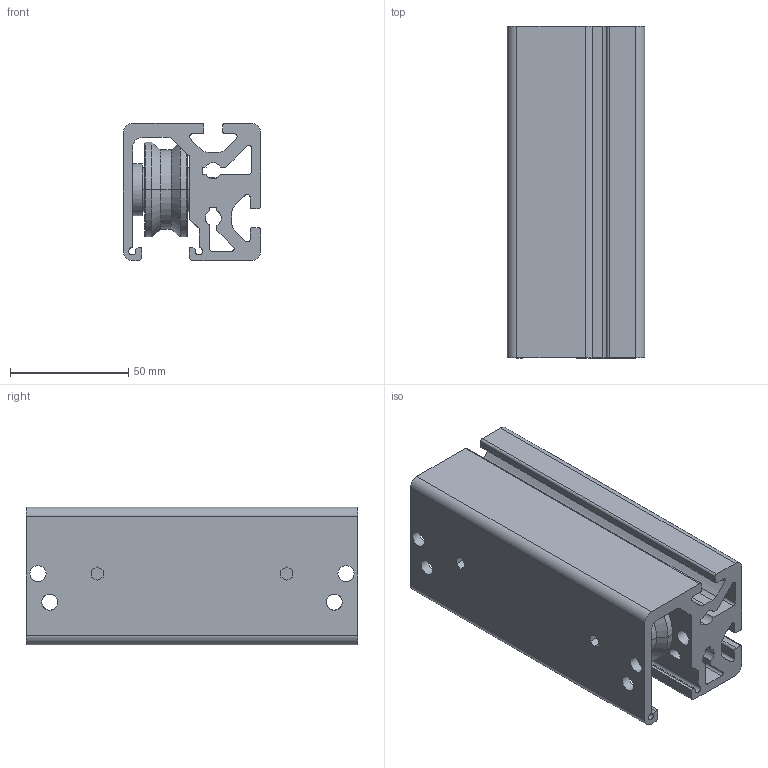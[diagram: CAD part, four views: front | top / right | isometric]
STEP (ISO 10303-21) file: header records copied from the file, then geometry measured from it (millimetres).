
FILE_DESCRIPTION(('FreeCAD Model'),'2;1');
FILE_NAME('Open CASCADE Shape Model','2026-02-10T10:23:22',(''),(''), 'Open CASCADE STEP processor 7.6','FreeCAD','Unknown');
FILE_SCHEMA(('AUTOMOTIVE_DESIGN { 1 0 10303 214 1 1 1 1 }'));
Length unit declared in the file: millimetre
Products named in the file (1): STI8-SGD14
Bounding box: 58 x 140 x 58 mm (x, y, z)
Volume: 252624.8 mm3; surface area: 90929.6 mm2
Topology: 1 solids, 7 shells, 217 faces, 569 edges, 366 vertices
Faces by surface type: cylinder 101, plane 84, cone 24, torus 8
Full cylindrical faces by diameter (mm): 6.8 x10, 10 x4
Entity records: 8598 total; most frequent: CARTESIAN_POINT 1481, DIRECTION 1221, ORIENTED_EDGE 1138, EDGE_CURVE 569, AXIS2_PLACEMENT_3D 462, VERTEX_POINT 366, LINE 297, VECTOR 297
